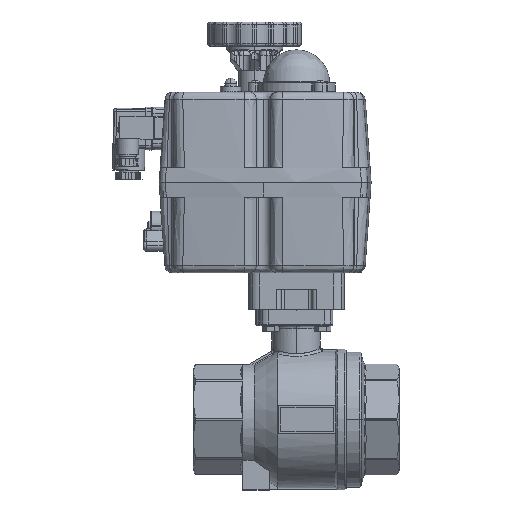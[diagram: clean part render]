
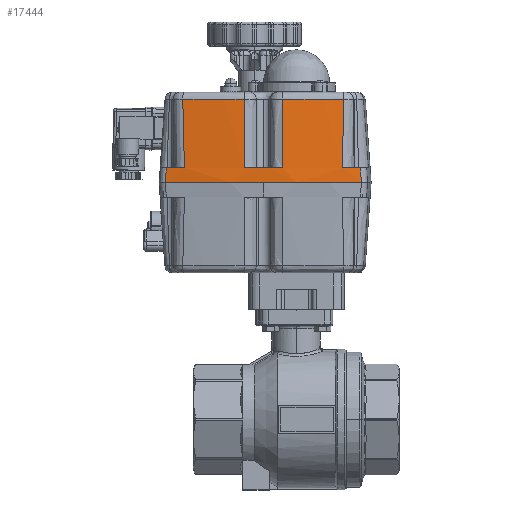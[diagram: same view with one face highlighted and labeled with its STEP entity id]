
A CAD part, top view. The second image highlights one B-rep face of the part: STEP entity #17444.
In plain terms, the highlighted conical face has half-angle 4 degrees and reference radius 403.75 mm.
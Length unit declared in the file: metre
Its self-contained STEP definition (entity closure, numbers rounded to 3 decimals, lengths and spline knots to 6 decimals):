
#143 = VERTEX_POINT ( 'NONE', #5812 ) ;
#1104 = CARTESIAN_POINT ( 'NONE',  ( -0.009626, 0.1715, 0.05409 ) ) ;
#1526 = DIRECTION ( 'NONE',  ( 1., 0., 0. ) ) ;
#2204 = EDGE_CURVE ( 'NONE', #71027, #81550, #22698, .T. ) ;
#3029 = EDGE_CURVE ( 'NONE', #150673, #8122, #24221, .T. ) ;
#3567 = EDGE_CURVE ( 'NONE', #132307, #64262, #126731, .T. ) ;
#3768 = B_SPLINE_CURVE_WITH_KNOTS ( 'NONE', 3,
 ( #86099, #109667, #36002, #159060 ),
 .UNSPECIFIED., .F., .F.,
 ( 4, 4 ),
 ( 0., 1. ),
 .UNSPECIFIED. ) ;
#5632 = CARTESIAN_POINT ( 'NONE',  ( -0.009625, 0.187116, 0.052998 ) ) ;
#5812 = CARTESIAN_POINT ( 'NONE',  ( -0.076467, 0.1715, 0.050692 ) ) ;
#6133 = CARTESIAN_POINT ( 'NONE',  ( 0.044184, 0.1615, 0.049429 ) ) ;
#8122 = VERTEX_POINT ( 'NONE', #107527 ) ;
#14595 = VERTEX_POINT ( 'NONE', #72156 ) ;
#15528 = B_SPLINE_CURVE_WITH_KNOTS ( 'NONE', 3,
 ( #122366, #46236, #109418, #119964 ),
 .UNSPECIFIED., .F., .F.,
 ( 4, 4 ),
 ( 0., 1. ),
 .UNSPECIFIED. ) ;
#15797 = ORIENTED_EDGE ( 'NONE', *, *, #84320, .T. ) ;
#15927 = VERTEX_POINT ( 'NONE', #1104 ) ;
#16612 = AXIS2_PLACEMENT_3D ( 'NONE', #20131, #118855, #83166 ) ;
#17444 = ADVANCED_FACE ( 'NONE', ( #45954 ), #60419, .T. ) ;
#18137 = CARTESIAN_POINT ( 'NONE',  ( 0.043755, 0.168167, 0.049029 ) ) ;
#20131 = CARTESIAN_POINT ( 'NONE',  ( -0.022653, 0.1615, -0.34875 ) ) ;
#22220 = ORIENTED_EDGE ( 'NONE', *, *, #100051, .T. ) ;
#22698 = B_SPLINE_CURVE_WITH_KNOTS ( 'NONE', 3,
 ( #43787, #80987, #67205, #139365 ),
 .UNSPECIFIED., .F., .F.,
 ( 4, 4 ),
 ( 0., 1. ),
 .UNSPECIFIED. ) ;
#24221 = CIRCLE ( 'NONE', #67988, 0.399775 ) ;
#24348 = ORIENTED_EDGE ( 'NONE', *, *, #67518, .T. ) ;
#25252 = AXIS2_PLACEMENT_3D ( 'NONE', #104367, #67851, #117308 ) ;
#26009 = ORIENTED_EDGE ( 'NONE', *, *, #87873, .T. ) ;
#26043 = ORIENTED_EDGE ( 'NONE', *, *, #49009, .T. ) ;
#31883 = CARTESIAN_POINT ( 'NONE',  ( 0.043969, 0.164833, 0.049229 ) ) ;
#33218 = CARTESIAN_POINT ( 'NONE',  ( -0.022653, 0.218349, -0.34875 ) ) ;
#36002 = CARTESIAN_POINT ( 'NONE',  ( -0.076675, 0.188171, 0.049488 ) ) ;
#37036 = CARTESIAN_POINT ( 'NONE',  ( -0.035682, 0.218349, 0.050812 ) ) ;
#43787 = CARTESIAN_POINT ( 'NONE',  ( -0.088784, 0.1715, 0.048838 ) ) ;
#45411 = DIRECTION ( 'NONE',  ( 1., 0., 0. ) ) ;
#45620 = CARTESIAN_POINT ( 'NONE',  ( -0.035682, 0.218349, 0.050812 ) ) ;
#45954 = FACE_OUTER_BOUND ( 'NONE', #121243, .T. ) ;
#46236 = CARTESIAN_POINT ( 'NONE',  ( 0.031369, 0.188163, 0.049488 ) ) ;
#46433 = DIRECTION ( 'NONE',  ( 0., -1., 0. ) ) ;
#49009 = EDGE_CURVE ( 'NONE', #14595, #119068, #159652, .T. ) ;
#50569 = CARTESIAN_POINT ( 'NONE',  ( -0.03568, 0.1715, 0.05409 ) ) ;
#52779 = ORIENTED_EDGE ( 'NONE', *, *, #2204, .T. ) ;
#53087 = CARTESIAN_POINT ( 'NONE',  ( -0.022653, 0.1615, -0.34875 ) ) ;
#53256 = CARTESIAN_POINT ( 'NONE',  ( -0.009624, 0.218349, 0.050812 ) ) ;
#53393 = AXIS2_PLACEMENT_3D ( 'NONE', #87178, #112340, #1526 ) ;
#54875 = CARTESIAN_POINT ( 'NONE',  ( -0.009626, 0.1715, 0.05409 ) ) ;
#57503 = DIRECTION ( 'NONE',  ( 0., -1., 0. ) ) ;
#60419 = CONICAL_SURFACE ( 'NONE', #16612, 0.40375, 0.07 ) ;
#64262 = VERTEX_POINT ( 'NONE', #121315 ) ;
#64928 = VERTEX_POINT ( 'NONE', #50569 ) ;
#67205 = CARTESIAN_POINT ( 'NONE',  ( -0.089255, 0.164833, 0.049233 ) ) ;
#67518 = EDGE_CURVE ( 'NONE', #143, #71027, #123272, .T. ) ;
#67851 = DIRECTION ( 'NONE',  ( 0., -1., 0. ) ) ;
#67988 = AXIS2_PLACEMENT_3D ( 'NONE', #33218, #70385, #107682 ) ;
#70385 = DIRECTION ( 'NONE',  ( 0., -1., 0. ) ) ;
#70673 = CARTESIAN_POINT ( 'NONE',  ( -0.022653, 0.1715, -0.34875 ) ) ;
#71027 = VERTEX_POINT ( 'NONE', #120707 ) ;
#72156 = CARTESIAN_POINT ( 'NONE',  ( 0.032257, 0.218349, 0.047236 ) ) ;
#75245 = ORIENTED_EDGE ( 'NONE', *, *, #3567, .T. ) ;
#76505 = CARTESIAN_POINT ( 'NONE',  ( -0.035682, 0.202733, 0.051905 ) ) ;
#80667 = ORIENTED_EDGE ( 'NONE', *, *, #3029, .T. ) ;
#80987 = CARTESIAN_POINT ( 'NONE',  ( -0.089019, 0.168167, 0.049036 ) ) ;
#81550 = VERTEX_POINT ( 'NONE', #84228 ) ;
#81957 = CARTESIAN_POINT ( 'NONE',  ( 0.043541, 0.1715, 0.048828 ) ) ;
#83166 = DIRECTION ( 'NONE',  ( 0., 0., -1. ) ) ;
#84228 = CARTESIAN_POINT ( 'NONE',  ( -0.089491, 0.1615, 0.049429 ) ) ;
#84320 = EDGE_CURVE ( 'NONE', #8122, #143, #3768, .T. ) ;
#86099 = CARTESIAN_POINT ( 'NONE',  ( -0.077563, 0.218349, 0.047236 ) ) ;
#87043 = AXIS2_PLACEMENT_3D ( 'NONE', #53087, #102549, #137430 ) ;
#87178 = CARTESIAN_POINT ( 'NONE',  ( -0.022653, 0.1715, -0.34875 ) ) ;
#87873 = EDGE_CURVE ( 'NONE', #120022, #14595, #15528, .T. ) ;
#90974 = EDGE_CURVE ( 'NONE', #64928, #150673, #94050, .T. ) ;
#91377 = CIRCLE ( 'NONE', #137891, 0.403051 ) ;
#94050 = B_SPLINE_CURVE_WITH_KNOTS ( 'NONE', 3,
 ( #150298, #112272, #76505, #37036 ),
 .UNSPECIFIED., .F., .F.,
 ( 4, 4 ),
 ( 0., 1. ),
 .UNSPECIFIED. ) ;
#100051 = EDGE_CURVE ( 'NONE', #15927, #64928, #91377, .T. ) ;
#102549 = DIRECTION ( 'NONE',  ( 0., 1., 0. ) ) ;
#104367 = CARTESIAN_POINT ( 'NONE',  ( -0.022653, 0.218349, -0.34875 ) ) ;
#104768 = EDGE_CURVE ( 'NONE', #119068, #15927, #112413, .T. ) ;
#107527 = CARTESIAN_POINT ( 'NONE',  ( -0.077563, 0.218349, 0.047236 ) ) ;
#107682 = DIRECTION ( 'NONE',  ( 1., 0., 0. ) ) ;
#109418 = CARTESIAN_POINT ( 'NONE',  ( 0.031735, 0.20378, 0.048337 ) ) ;
#109667 = CARTESIAN_POINT ( 'NONE',  ( -0.077041, 0.203787, 0.048336 ) ) ;
#112272 = CARTESIAN_POINT ( 'NONE',  ( -0.035681, 0.187116, 0.052998 ) ) ;
#112340 = DIRECTION ( 'NONE',  ( 0., -1., 0. ) ) ;
#112413 = B_SPLINE_CURVE_WITH_KNOTS ( 'NONE', 3,
 ( #53256, #116480, #5632, #54875 ),
 .UNSPECIFIED., .F., .F.,
 ( 4, 4 ),
 ( 0., 1. ),
 .UNSPECIFIED. ) ;
#115304 = CIRCLE ( 'NONE', #130786, 0.403051 ) ;
#116480 = CARTESIAN_POINT ( 'NONE',  ( -0.009624, 0.202733, 0.051905 ) ) ;
#117308 = DIRECTION ( 'NONE',  ( 1., 0., 0. ) ) ;
#118855 = DIRECTION ( 'NONE',  ( 0., -1., 0. ) ) ;
#119068 = VERTEX_POINT ( 'NONE', #143324 ) ;
#119964 = CARTESIAN_POINT ( 'NONE',  ( 0.032257, 0.218349, 0.047236 ) ) ;
#120022 = VERTEX_POINT ( 'NONE', #155276 ) ;
#120152 = DIRECTION ( 'NONE',  ( 1., 0., 0. ) ) ;
#120707 = CARTESIAN_POINT ( 'NONE',  ( -0.088784, 0.1715, 0.048838 ) ) ;
#121243 = EDGE_LOOP ( 'NONE', ( #141958, #26009, #26043, #122714, #22220, #130666, #80667, #15797, #24348, #52779, #159772, #75245 ) ) ;
#121315 = CARTESIAN_POINT ( 'NONE',  ( 0.043541, 0.1715, 0.048828 ) ) ;
#122366 = CARTESIAN_POINT ( 'NONE',  ( 0.031162, 0.1715, 0.050692 ) ) ;
#122714 = ORIENTED_EDGE ( 'NONE', *, *, #104768, .T. ) ;
#123272 = CIRCLE ( 'NONE', #53393, 0.403051 ) ;
#126731 = B_SPLINE_CURVE_WITH_KNOTS ( 'NONE', 3,
 ( #129006, #31883, #18137, #81957 ),
 .UNSPECIFIED., .F., .F.,
 ( 4, 4 ),
 ( 0., 1. ),
 .UNSPECIFIED. ) ;
#129006 = CARTESIAN_POINT ( 'NONE',  ( 0.044184, 0.1615, 0.049429 ) ) ;
#130666 = ORIENTED_EDGE ( 'NONE', *, *, #90974, .T. ) ;
#130786 = AXIS2_PLACEMENT_3D ( 'NONE', #141009, #57503, #45411 ) ;
#132307 = VERTEX_POINT ( 'NONE', #6133 ) ;
#137430 = DIRECTION ( 'NONE',  ( 1., 0., 0. ) ) ;
#137891 = AXIS2_PLACEMENT_3D ( 'NONE', #70673, #46433, #120152 ) ;
#139365 = CARTESIAN_POINT ( 'NONE',  ( -0.089491, 0.1615, 0.049429 ) ) ;
#141009 = CARTESIAN_POINT ( 'NONE',  ( -0.022653, 0.1715, -0.34875 ) ) ;
#141958 = ORIENTED_EDGE ( 'NONE', *, *, #147510, .T. ) ;
#143324 = CARTESIAN_POINT ( 'NONE',  ( -0.009624, 0.218349, 0.050812 ) ) ;
#143960 = CIRCLE ( 'NONE', #87043, 0.40375 ) ;
#147510 = EDGE_CURVE ( 'NONE', #64262, #120022, #115304, .T. ) ;
#150155 = EDGE_CURVE ( 'NONE', #81550, #132307, #143960, .T. ) ;
#150298 = CARTESIAN_POINT ( 'NONE',  ( -0.03568, 0.1715, 0.05409 ) ) ;
#150673 = VERTEX_POINT ( 'NONE', #45620 ) ;
#155276 = CARTESIAN_POINT ( 'NONE',  ( 0.031162, 0.1715, 0.050692 ) ) ;
#159060 = CARTESIAN_POINT ( 'NONE',  ( -0.076467, 0.1715, 0.050692 ) ) ;
#159652 = CIRCLE ( 'NONE', #25252, 0.399775 ) ;
#159772 = ORIENTED_EDGE ( 'NONE', *, *, #150155, .T. ) ;
